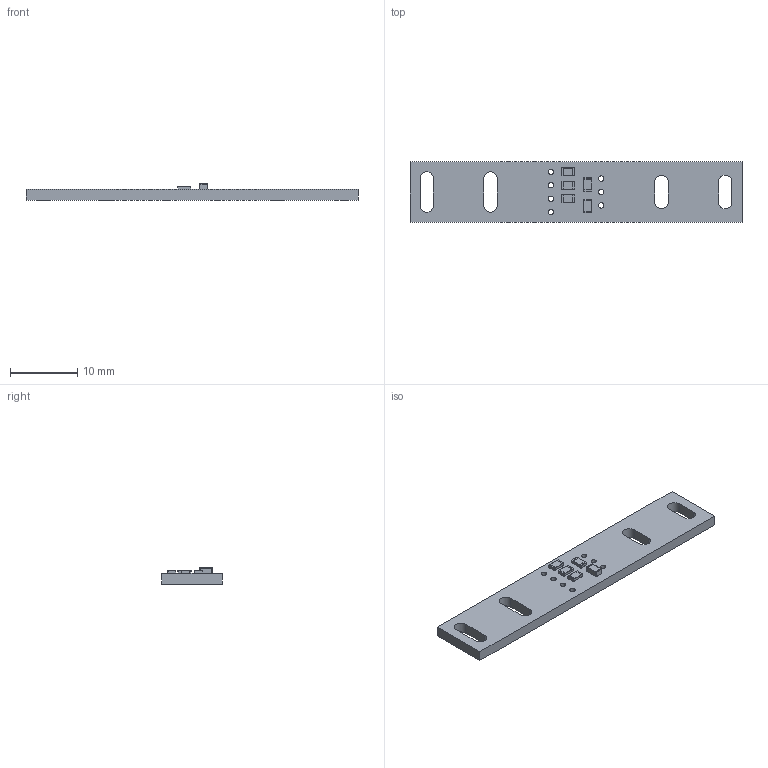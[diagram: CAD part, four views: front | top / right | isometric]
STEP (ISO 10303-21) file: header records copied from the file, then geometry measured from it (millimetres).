
FILE_DESCRIPTION(('Open CASCADE Model'),'2;1');
FILE_NAME('Open CASCADE Shape Model','2021-07-13T12:34:42',('Author'),( 'Open CASCADE'),'Open CASCADE STEP processor 6.8','Open CASCADE 6.8' ,'Unknown');
FILE_SCHEMA(('AUTOMOTIVE_DESIGN { 1 0 10303 214 1 1 1 1 }'));
Length unit declared in the file: millimetre
Products named in the file (12): PCB; Board; Open CASCADE STEP translator 6.8 1.1.1; C1; C0805_085; R4; RESC0805_v1; R3; R2; R1
Assembly tree (14 placements, depth 3):
  PCB
    Board
      Open CASCADE STEP translator 6.8 1.1.1
    C1
      C0805_085
      C0805_085
      C0805_085
    R4
      RESC0805_v1
    R3
      RESC0805_v1
    R2
      RESC0805_v1
    R1
      RESC0805_v1
Bounding box: 49.5 x 9 x 2.46 mm (x, y, z)
Volume: 652.5 mm3; surface area: 1181.1 mm2
Topology: 20 solids, 20 shells, 349 faces, 767 edges, 450 vertices
Faces by surface type: plane 160, cylinder 133, sphere 56
Full cylindrical faces by diameter (mm): 0.8 x7
Entity records: 4635 total; most frequent: DIRECTION 769, CARTESIAN_POINT 685, ORIENTED_EDGE 654, EDGE_CURVE 327, AXIS2_PLACEMENT_3D 282, LINE 205, VECTOR 205, VERTEX_POINT 198
